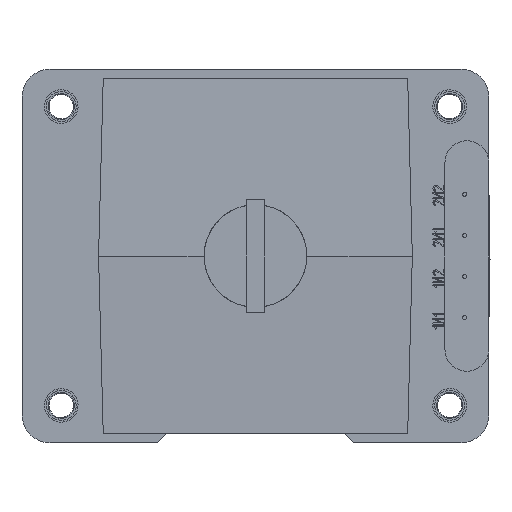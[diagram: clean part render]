
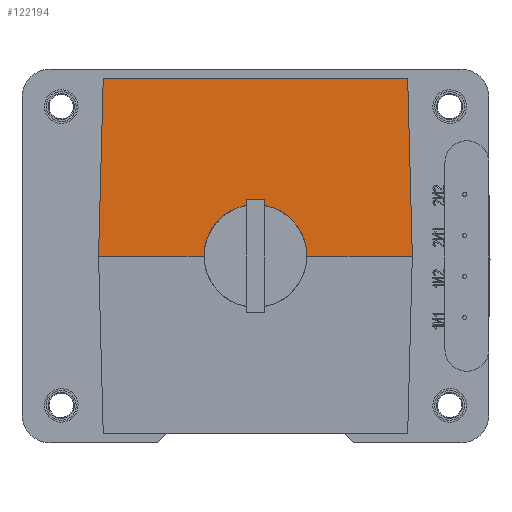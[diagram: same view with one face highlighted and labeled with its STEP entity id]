
A CAD part, left-side view. The second image highlights one B-rep face of the part: STEP entity #122194.
In plain terms, the highlighted planar face has unit normal (-1, 0, 0.026).
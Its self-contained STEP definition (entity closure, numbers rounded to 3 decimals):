
#2244 = CARTESIAN_POINT ( 'NONE',  ( -175.012, -81.512, 95. ) ) ;
#2280 = DIRECTION ( 'NONE',  ( 0.026, -0.026, 0.999 ) ) ;
#2772 = CARTESIAN_POINT ( 'NONE',  ( -175.012, 81.512, 95. ) ) ;
#4284 = CARTESIAN_POINT ( 'NONE',  ( -177.078, 27.5, 16.109 ) ) ;
#5116 = EDGE_CURVE ( 'NONE', #20510, #36300, #123832, .T. ) ;
#5347 = ORIENTED_EDGE ( 'NONE', *, *, #71916, .F. ) ;
#8689 = CARTESIAN_POINT ( 'NONE',  ( -176.78, 0., 27.5 ) ) ;
#14752 = CARTESIAN_POINT ( 'NONE',  ( -176.78, -16.109, 27.5 ) ) ;
#20510 = VERTEX_POINT ( 'NONE', #2244 ) ;
#20785 = ORIENTED_EDGE ( 'NONE', *, *, #5116, .F. ) ;
#21050 = LINE ( 'NONE', #106420, #72948 ) ;
#23767 = CARTESIAN_POINT ( 'NONE',  ( -176.78, 0., 27.5 ) ) ;
#23957 = ORIENTED_EDGE ( 'NONE', *, *, #68741, .F. ) ;
#24073 = CARTESIAN_POINT ( 'NONE',  ( -176.78, 0., 27.5 ) ) ;
#24493 = CARTESIAN_POINT ( 'NONE',  ( -177.078, -27.5, 16.109 ) ) ;
#27389 =( BOUNDED_CURVE ( )  B_SPLINE_CURVE ( 3, ( #24073, #14752, #24493, #92976 ),
 .UNSPECIFIED., .F., .T. ) 
 B_SPLINE_CURVE_WITH_KNOTS ( ( 4, 4 ),
 ( 3.142, 4.712 ),
 .UNSPECIFIED. ) 
 CURVE ( )  GEOMETRIC_REPRESENTATION_ITEM ( )  RATIONAL_B_SPLINE_CURVE ( ( 1., 0.805, 0.805, 1. ) ) 
 REPRESENTATION_ITEM ( '' )  );
#31171 = CARTESIAN_POINT ( 'NONE',  ( -177.5, 84., 0. ) ) ;
#31371 = VERTEX_POINT ( 'NONE', #8689 ) ;
#36300 = VERTEX_POINT ( 'NONE', #79210 ) ;
#36331 = DIRECTION ( 'NONE',  ( 0., 1., 0. ) ) ;
#36903 = CARTESIAN_POINT ( 'NONE',  ( -177.5, 0., 0. ) ) ;
#37753 = EDGE_LOOP ( 'NONE', ( #5347, #125214, #96313, #23957, #20785, #52513, #103133 ) ) ;
#43554 = CARTESIAN_POINT ( 'NONE',  ( -175.014, -81.514, 94.935 ) ) ;
#44258 = CARTESIAN_POINT ( 'NONE',  ( -177.5, 84., 0. ) ) ;
#47717 = DIRECTION ( 'NONE',  ( 0., -1., 0. ) ) ;
#48173 = VERTEX_POINT ( 'NONE', #2772 ) ;
#48725 = EDGE_CURVE ( 'NONE', #48173, #20510, #21050, .T. ) ;
#48752 = CARTESIAN_POINT ( 'NONE',  ( -177.5, 0., 0. ) ) ;
#52418 = VERTEX_POINT ( 'NONE', #54254 ) ;
#52513 = ORIENTED_EDGE ( 'NONE', *, *, #48725, .F. ) ;
#52948 = EDGE_CURVE ( 'NONE', #52418, #31371, #82944, .T. ) ;
#54254 = CARTESIAN_POINT ( 'NONE',  ( -177.5, 27.5, 0. ) ) ;
#61477 = VECTOR ( 'NONE', #2280, 1000. ) ;
#64553 = LINE ( 'NONE', #31171, #61477 ) ;
#68741 = EDGE_CURVE ( 'NONE', #36300, #85845, #119685, .T. ) ;
#70756 = VECTOR ( 'NONE', #116353, 1000. ) ;
#71916 = EDGE_CURVE ( 'NONE', #52418, #94084, #104490, .T. ) ;
#72948 = VECTOR ( 'NONE', #47717, 1000. ) ;
#74666 = CARTESIAN_POINT ( 'NONE',  ( -177.5, -27.5, 0. ) ) ;
#76640 = AXIS2_PLACEMENT_3D ( 'NONE', #123918, #95019, #36331 ) ;
#78447 = VECTOR ( 'NONE', #85356, 1000. ) ;
#79210 = CARTESIAN_POINT ( 'NONE',  ( -177.5, -84., 0. ) ) ;
#82370 = CARTESIAN_POINT ( 'NONE',  ( -176.78, 16.109, 27.5 ) ) ;
#82944 =( BOUNDED_CURVE ( )  B_SPLINE_CURVE ( 3, ( #121193, #4284, #82370, #23767 ),
 .UNSPECIFIED., .F., .T. ) 
 B_SPLINE_CURVE_WITH_KNOTS ( ( 4, 4 ),
 ( 1.571, 3.142 ),
 .UNSPECIFIED. ) 
 CURVE ( )  GEOMETRIC_REPRESENTATION_ITEM ( )  RATIONAL_B_SPLINE_CURVE ( ( 1., 0.805, 0.805, 1. ) ) 
 REPRESENTATION_ITEM ( '' )  );
#85191 = PLANE ( 'NONE',  #76640 ) ;
#85356 = DIRECTION ( 'NONE',  ( 0., 1., 0. ) ) ;
#85845 = VERTEX_POINT ( 'NONE', #74666 ) ;
#88220 = EDGE_CURVE ( 'NONE', #94084, #48173, #64553, .T. ) ;
#92976 = CARTESIAN_POINT ( 'NONE',  ( -177.5, -27.5, 0. ) ) ;
#94084 = VERTEX_POINT ( 'NONE', #44258 ) ;
#95019 = DIRECTION ( 'NONE',  ( 1., 0., -0.026 ) ) ;
#96313 = ORIENTED_EDGE ( 'NONE', *, *, #101163, .T. ) ;
#97451 = FACE_OUTER_BOUND ( 'NONE', #37753, .T. ) ;
#101163 = EDGE_CURVE ( 'NONE', #31371, #85845, #27389, .T. ) ;
#103133 = ORIENTED_EDGE ( 'NONE', *, *, #88220, .F. ) ;
#104490 = LINE ( 'NONE', #36903, #78447 ) ;
#106420 = CARTESIAN_POINT ( 'NONE',  ( -175.012, 84., 95. ) ) ;
#112040 = DIRECTION ( 'NONE',  ( -0.026, -0.026, -0.999 ) ) ;
#116353 = DIRECTION ( 'NONE',  ( 0., 1., 0. ) ) ;
#119685 = LINE ( 'NONE', #48752, #70756 ) ;
#121193 = CARTESIAN_POINT ( 'NONE',  ( -177.5, 27.5, 0. ) ) ;
#122194 = ADVANCED_FACE ( 'NONE', ( #97451 ), #85191, .F. ) ;
#123832 = LINE ( 'NONE', #43554, #123943 ) ;
#123918 = CARTESIAN_POINT ( 'NONE',  ( -177.5, 0., 0. ) ) ;
#123943 = VECTOR ( 'NONE', #112040, 1000. ) ;
#125214 = ORIENTED_EDGE ( 'NONE', *, *, #52948, .T. ) ;
